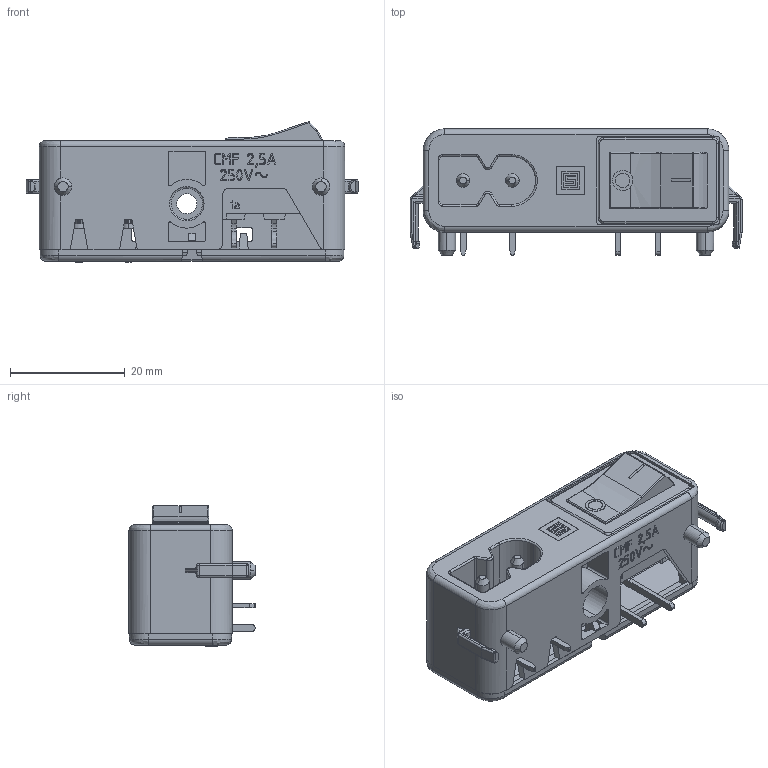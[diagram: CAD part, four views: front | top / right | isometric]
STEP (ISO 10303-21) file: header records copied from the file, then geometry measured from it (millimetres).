
FILE_DESCRIPTION (( 'STEP AP214' ), '1' );
FILE_NAME ('CMF2.1131.12.STEP', '2025-02-06T11:27:53', ( '' ), ( '' ), 'SwSTEP 2.0', 'SolidWorks 2024', '' );
FILE_SCHEMA (( 'AUTOMOTIVE_DESIGN' ));
Length unit declared in the file: millimetre
Products named in the file (1): CMF2.1131.12
Bounding box: 57.9 x 22 x 24.5 mm (x, y, z)
Volume: 10230.6 mm3; surface area: 12433.3 mm2
Topology: 1 solids, 3 shells, 1070 faces, 2874 edges, 1834 vertices
Faces by surface type: plane 554, cylinder 311, bspline 185, cone 20
Entity records: 37665 total; most frequent: CARTESIAN_POINT 11986, ORIENTED_EDGE 5736, DIRECTION 4798, EDGE_CURVE 2868, LINE 1886, VECTOR 1886, VERTEX_POINT 1834, AXIS2_PLACEMENT_3D 1456
